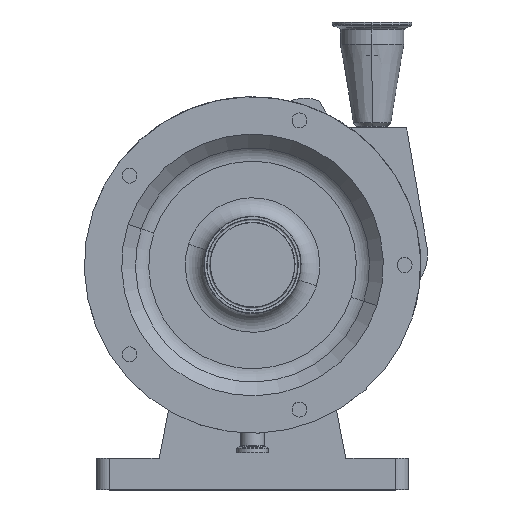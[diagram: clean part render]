
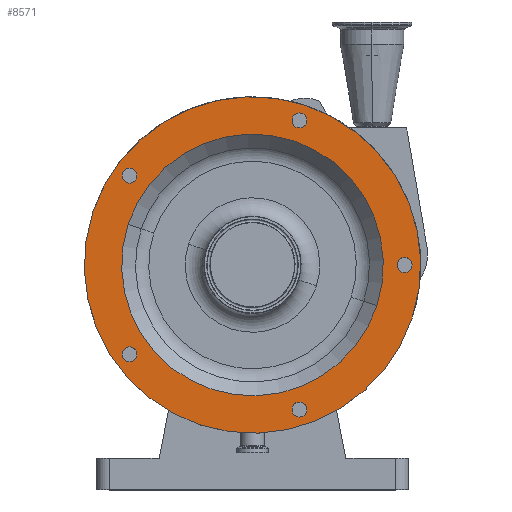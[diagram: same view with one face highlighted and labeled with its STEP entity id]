
A CAD part, top view. The second image highlights one B-rep face of the part: STEP entity #8571.
In plain terms, the highlighted planar face has unit normal (0, 0, 1).
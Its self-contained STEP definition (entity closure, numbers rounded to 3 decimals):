
#1293 = EDGE_CURVE ( 'NONE', #3642, #3292, #4584, .T. ) ;
#1296 = EDGE_CURVE ( 'NONE', #3746, #3755, #4594, .T. ) ;
#1310 = EDGE_CURVE ( 'NONE', #3742, #3698, #4669, .T. ) ;
#1312 = EDGE_CURVE ( 'NONE', #3684, #3680, #4658, .T. ) ;
#2294 = CIRCLE ( 'NONE', #2344, 6. ) ;
#2324 = DIRECTION ( 'NONE',  ( 0.951, -0.309, 0. ) ) ;
#2325 = DIRECTION ( 'NONE',  ( 0., 0., 1. ) ) ;
#2338 = CARTESIAN_POINT ( 'NONE',  ( 37.7, 116.029, 200. ) ) ;
#2344 = AXIS2_PLACEMENT_3D ( 'NONE', #2338, #2325, #2324 ) ;
#2365 = CARTESIAN_POINT ( 'NONE',  ( 99.861, -32.447, 200. ) ) ;
#2373 = CARTESIAN_POINT ( 'NONE',  ( 122., 0., 200. ) ) ;
#2374 = AXIS2_PLACEMENT_3D ( 'NONE', #2426, #2423, #2422 ) ;
#2375 = FACE_BOUND ( 'NONE', #8551, .T. ) ;
#2376 = FACE_BOUND ( 'NONE', #5978, .T. ) ;
#2378 = FACE_BOUND ( 'NONE', #8569, .T. ) ;
#2379 = FACE_BOUND ( 'NONE', #8559, .T. ) ;
#2380 = AXIS2_PLACEMENT_3D ( 'NONE', #2373, #2395, #2429 ) ;
#2381 = CIRCLE ( 'NONE', #2380, 6. ) ;
#2382 = FACE_BOUND ( 'NONE', #8584, .T. ) ;
#2385 = PLANE ( 'NONE',  #2374 ) ;
#2395 = DIRECTION ( 'NONE',  ( 0., 0., 1. ) ) ;
#2408 = DIRECTION ( 'NONE',  ( 0.951, -0.309, 0. ) ) ;
#2409 = DIRECTION ( 'NONE',  ( 0., 0., 1. ) ) ;
#2410 = CARTESIAN_POINT ( 'NONE',  ( 0., 0., 200. ) ) ;
#2414 = AXIS2_PLACEMENT_3D ( 'NONE', #2410, #2409, #2408 ) ;
#2418 = CIRCLE ( 'NONE', #2414, 135. ) ;
#2422 = DIRECTION ( 'NONE',  ( -0.951, 0.309, 0. ) ) ;
#2423 = DIRECTION ( 'NONE',  ( 0., 0., -1. ) ) ;
#2426 = CARTESIAN_POINT ( 'NONE',  ( 12.052, 37.091, 200. ) ) ;
#2427 = FACE_BOUND ( 'NONE', #8567, .T. ) ;
#2428 = FACE_OUTER_BOUND ( 'NONE', #8614, .T. ) ;
#2429 = DIRECTION ( 'NONE',  ( 0., -1., 0. ) ) ;
#3292 = VERTEX_POINT ( 'NONE', #4882 ) ;
#3298 = VERTEX_POINT ( 'NONE', #4883 ) ;
#3309 = VERTEX_POINT ( 'NONE', #4926 ) ;
#3323 = EDGE_CURVE ( 'NONE', #3298, #3309, #4668, .T. ) ;
#3614 = EDGE_CURVE ( 'NONE', #3623, #3620, #5197, .T. ) ;
#3620 = VERTEX_POINT ( 'NONE', #5252 ) ;
#3623 = VERTEX_POINT ( 'NONE', #5258 ) ;
#3642 = VERTEX_POINT ( 'NONE', #5250 ) ;
#3651 = EDGE_CURVE ( 'NONE', #3292, #3642, #4777, .T. ) ;
#3674 = EDGE_CURVE ( 'NONE', #3680, #3684, #5024, .T. ) ;
#3680 = VERTEX_POINT ( 'NONE', #5396 ) ;
#3684 = VERTEX_POINT ( 'NONE', #4898 ) ;
#3698 = VERTEX_POINT ( 'NONE', #5429 ) ;
#3737 = EDGE_CURVE ( 'NONE', #3698, #3742, #5561, .T. ) ;
#3742 = VERTEX_POINT ( 'NONE', #5551 ) ;
#3746 = VERTEX_POINT ( 'NONE', #5569 ) ;
#3755 = VERTEX_POINT ( 'NONE', #5576 ) ;
#4584 = CIRCLE ( 'NONE', #4599, 6. ) ;
#4589 = DIRECTION ( 'NONE',  ( -0.951, -0.309, 0. ) ) ;
#4594 = CIRCLE ( 'NONE', #4604, 6. ) ;
#4599 = AXIS2_PLACEMENT_3D ( 'NONE', #4612, #4603, #4589 ) ;
#4600 = DIRECTION ( 'NONE',  ( 0.951, -0.309, 0. ) ) ;
#4603 = DIRECTION ( 'NONE',  ( 0., 0., 1. ) ) ;
#4604 = AXIS2_PLACEMENT_3D ( 'NONE', #4609, #4610, #4600 ) ;
#4609 = CARTESIAN_POINT ( 'NONE',  ( 37.7, 116.029, 200. ) ) ;
#4610 = DIRECTION ( 'NONE',  ( 0., 0., 1. ) ) ;
#4612 = CARTESIAN_POINT ( 'NONE',  ( 37.7, -116.029, 200. ) ) ;
#4641 = DIRECTION ( 'NONE',  ( 0., 0., 1. ) ) ;
#4642 = CARTESIAN_POINT ( 'NONE',  ( 122., 0., 200. ) ) ;
#4643 = DIRECTION ( 'NONE',  ( 0.588, 0.809, 0. ) ) ;
#4650 = CARTESIAN_POINT ( 'NONE',  ( -98.7, -71.71, 200. ) ) ;
#4651 = DIRECTION ( 'NONE',  ( -0.588, 0.809, 0. ) ) ;
#4655 = DIRECTION ( 'NONE',  ( 0., 0., 1. ) ) ;
#4657 = AXIS2_PLACEMENT_3D ( 'NONE', #4674, #4659, #4643 ) ;
#4658 = CIRCLE ( 'NONE', #4673, 6. ) ;
#4659 = DIRECTION ( 'NONE',  ( 0., 0., 1. ) ) ;
#4663 = DIRECTION ( 'NONE',  ( 0., -1., 0. ) ) ;
#4665 = AXIS2_PLACEMENT_3D ( 'NONE', #4642, #4641, #4663 ) ;
#4668 = CIRCLE ( 'NONE', #4665, 6. ) ;
#4669 = CIRCLE ( 'NONE', #4657, 6. ) ;
#4673 = AXIS2_PLACEMENT_3D ( 'NONE', #4650, #4655, #4651 ) ;
#4674 = CARTESIAN_POINT ( 'NONE',  ( -98.7, 71.71, 200. ) ) ;
#4699 = CARTESIAN_POINT ( 'NONE',  ( 0., 0., 200. ) ) ;
#4702 = DIRECTION ( 'NONE',  ( 0., 0., 1. ) ) ;
#4704 = AXIS2_PLACEMENT_3D ( 'NONE', #4699, #4702, #4711 ) ;
#4711 = DIRECTION ( 'NONE',  ( 0.951, -0.309, 0. ) ) ;
#4776 = CARTESIAN_POINT ( 'NONE',  ( 37.7, -116.029, 200. ) ) ;
#4777 = CIRCLE ( 'NONE', #4815, 6. ) ;
#4815 = AXIS2_PLACEMENT_3D ( 'NONE', #4776, #4825, #4836 ) ;
#4825 = DIRECTION ( 'NONE',  ( 0., 0., 1. ) ) ;
#4836 = DIRECTION ( 'NONE',  ( -0.951, -0.309, 0. ) ) ;
#4882 = CARTESIAN_POINT ( 'NONE',  ( 43.406, -114.175, 200. ) ) ;
#4883 = CARTESIAN_POINT ( 'NONE',  ( 122., 6., 200. ) ) ;
#4898 = CARTESIAN_POINT ( 'NONE',  ( -102.227, -66.856, 200. ) ) ;
#4926 = CARTESIAN_POINT ( 'NONE',  ( 122., -6., 200. ) ) ;
#5024 = CIRCLE ( 'NONE', #5030, 6. ) ;
#5030 = AXIS2_PLACEMENT_3D ( 'NONE', #5036, #5042, #5041 ) ;
#5036 = CARTESIAN_POINT ( 'NONE',  ( -98.7, -71.71, 200. ) ) ;
#5041 = DIRECTION ( 'NONE',  ( -0.588, 0.809, 0. ) ) ;
#5042 = DIRECTION ( 'NONE',  ( 0., 0., 1. ) ) ;
#5197 = CIRCLE ( 'NONE', #4704, 135. ) ;
#5250 = CARTESIAN_POINT ( 'NONE',  ( 31.994, -117.883, 200. ) ) ;
#5252 = CARTESIAN_POINT ( 'NONE',  ( -128.393, 41.717, 200. ) ) ;
#5258 = CARTESIAN_POINT ( 'NONE',  ( 128.393, -41.717, 200. ) ) ;
#5291 = CARTESIAN_POINT ( 'NONE',  ( 0., 0., 200. ) ) ;
#5310 = DIRECTION ( 'NONE',  ( 0.951, -0.309, 0. ) ) ;
#5312 = CIRCLE ( 'NONE', #5339, 105. ) ;
#5339 = AXIS2_PLACEMENT_3D ( 'NONE', #5291, #5347, #5310 ) ;
#5347 = DIRECTION ( 'NONE',  ( 0., 0., 1. ) ) ;
#5396 = CARTESIAN_POINT ( 'NONE',  ( -95.173, -76.564, 200. ) ) ;
#5429 = CARTESIAN_POINT ( 'NONE',  ( -102.227, 66.856, 200. ) ) ;
#5551 = CARTESIAN_POINT ( 'NONE',  ( -95.173, 76.564, 200. ) ) ;
#5552 = CARTESIAN_POINT ( 'NONE',  ( -98.7, 71.71, 200. ) ) ;
#5556 = DIRECTION ( 'NONE',  ( 0., 0., 1. ) ) ;
#5561 = CIRCLE ( 'NONE', #5581, 6. ) ;
#5563 = DIRECTION ( 'NONE',  ( 0.588, 0.809, 0. ) ) ;
#5569 = CARTESIAN_POINT ( 'NONE',  ( 43.406, 114.175, 200. ) ) ;
#5576 = CARTESIAN_POINT ( 'NONE',  ( 31.994, 117.883, 200. ) ) ;
#5581 = AXIS2_PLACEMENT_3D ( 'NONE', #5552, #5556, #5563 ) ;
#5677 = CARTESIAN_POINT ( 'NONE',  ( -99.861, 32.447, 200. ) ) ;
#5978 = EDGE_LOOP ( 'NONE', ( #8623, #8587 ) ) ;
#6077 = EDGE_CURVE ( 'NONE', #8543, #6459, #7087, .T. ) ;
#6371 = EDGE_CURVE ( 'NONE', #6459, #8543, #5312, .T. ) ;
#6459 = VERTEX_POINT ( 'NONE', #5677 ) ;
#7078 = CARTESIAN_POINT ( 'NONE',  ( 0., 0., 200. ) ) ;
#7084 = DIRECTION ( 'NONE',  ( 0., 0., 1. ) ) ;
#7087 = CIRCLE ( 'NONE', #7092, 105. ) ;
#7092 = AXIS2_PLACEMENT_3D ( 'NONE', #7078, #7084, #7093 ) ;
#7093 = DIRECTION ( 'NONE',  ( 0.951, -0.309, 0. ) ) ;
#8529 = EDGE_CURVE ( 'NONE', #3755, #3746, #2294, .T. ) ;
#8543 = VERTEX_POINT ( 'NONE', #2365 ) ;
#8551 = EDGE_LOOP ( 'NONE', ( #8585, #8552 ) ) ;
#8552 = ORIENTED_EDGE ( 'NONE', *, *, #3674, .F. ) ;
#8559 = EDGE_LOOP ( 'NONE', ( #8624, #8615 ) ) ;
#8565 = ORIENTED_EDGE ( 'NONE', *, *, #3614, .T. ) ;
#8566 = ORIENTED_EDGE ( 'NONE', *, *, #8591, .T. ) ;
#8567 = EDGE_LOOP ( 'NONE', ( #8613, #8592 ) ) ;
#8569 = EDGE_LOOP ( 'NONE', ( #8590, #8626 ) ) ;
#8570 = EDGE_CURVE ( 'NONE', #3309, #3298, #2381, .T. ) ;
#8571 = ADVANCED_FACE ( 'NONE', ( #2376, #2382, #2375, #2379, #2378, #2428, #2427 ), #2385, .F. ) ;
#8572 = ORIENTED_EDGE ( 'NONE', *, *, #1293, .F. ) ;
#8573 = ORIENTED_EDGE ( 'NONE', *, *, #3651, .F. ) ;
#8584 = EDGE_LOOP ( 'NONE', ( #8572, #8573 ) ) ;
#8585 = ORIENTED_EDGE ( 'NONE', *, *, #1312, .F. ) ;
#8587 = ORIENTED_EDGE ( 'NONE', *, *, #3323, .F. ) ;
#8590 = ORIENTED_EDGE ( 'NONE', *, *, #1296, .F. ) ;
#8591 = EDGE_CURVE ( 'NONE', #3620, #3623, #2418, .T. ) ;
#8592 = ORIENTED_EDGE ( 'NONE', *, *, #6371, .F. ) ;
#8613 = ORIENTED_EDGE ( 'NONE', *, *, #6077, .F. ) ;
#8614 = EDGE_LOOP ( 'NONE', ( #8565, #8566 ) ) ;
#8615 = ORIENTED_EDGE ( 'NONE', *, *, #3737, .F. ) ;
#8623 = ORIENTED_EDGE ( 'NONE', *, *, #8570, .F. ) ;
#8624 = ORIENTED_EDGE ( 'NONE', *, *, #1310, .F. ) ;
#8626 = ORIENTED_EDGE ( 'NONE', *, *, #8529, .F. ) ;
